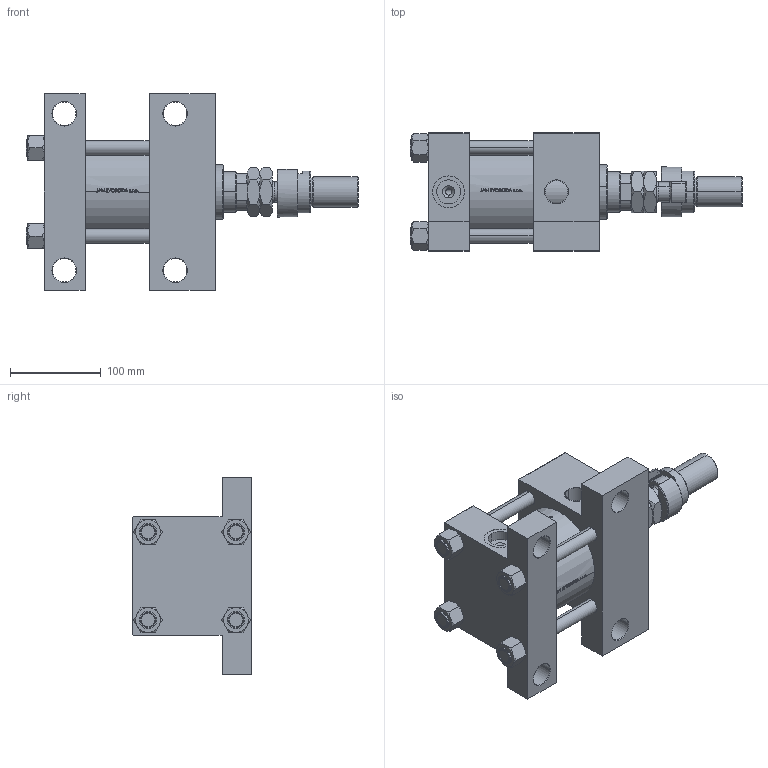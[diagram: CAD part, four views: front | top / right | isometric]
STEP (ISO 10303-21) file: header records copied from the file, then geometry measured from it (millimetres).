
FILE_DESCRIPTION (( 'STEP AP203' ), '1' );
FILE_NAME ('14b8.STEP', '2022-12-03T08:11:43', ( '' ), ( '' ), 'SwSTEP 2.0', 'SolidWorks 2019', '' );
FILE_SCHEMA (( 'CONFIG_CONTROL_DESIGN' ));
Length unit declared in the file: millimetre
Products named in the file (9): V215CD_G_TYCINKA 174f6baa6ae6c41e08ae349f2b07f5a7; FEMALE_PART_FOR_DFA 174f6baa6ae6c41e08ae349f2b07f5a7; MFA 174f6baa6ae6c41e08ae349f2b07f5a7; V215CD_NUT_M5_G 174f6baa6ae6c41e08ae349f2b07f5a7; V215CD_VC_G 174f6baa6ae6c41e08ae349f2b07f5a7; V215CD_G_Body 174f6baa6ae6c41e08ae349f2b07f5a7; DFA 174f6baa6ae6c41e08ae349f2b07f5a7; 14b8; V215CD_VCP_G 174f6baa6ae6c41e08ae349f2b07f5a7
Assembly tree (14 placements, depth 3):
  14b8
    V215CD_G_Body 174f6baa6ae6c41e08ae349f2b07f5a7
    V215CD_VC_G 174f6baa6ae6c41e08ae349f2b07f5a7
    V215CD_VCP_G 174f6baa6ae6c41e08ae349f2b07f5a7
    V215CD_G_TYCINKA 174f6baa6ae6c41e08ae349f2b07f5a7  x4
    V215CD_NUT_M5_G 174f6baa6ae6c41e08ae349f2b07f5a7  x4
    DFA 174f6baa6ae6c41e08ae349f2b07f5a7
      FEMALE_PART_FOR_DFA 174f6baa6ae6c41e08ae349f2b07f5a7
      MFA 174f6baa6ae6c41e08ae349f2b07f5a7
Bounding box: 365 x 130 x 216 mm (x, y, z)
Volume: 2865832.7 mm3; surface area: 388512.1 mm2
Topology: 13 solids, 13 shells, 1220 faces, 3080 edges, 1971 vertices
Faces by surface type: plane 506, bspline 380, cone 184, cylinder 138, torus 12
Entity records: 50745 total; most frequent: CARTESIAN_POINT 26760, ORIENTED_EDGE 5424, DIRECTION 3484, EDGE_CURVE 2712, VERTEX_POINT 1749, VECTOR 1374, LINE 1374, EDGE_LOOP 1169
